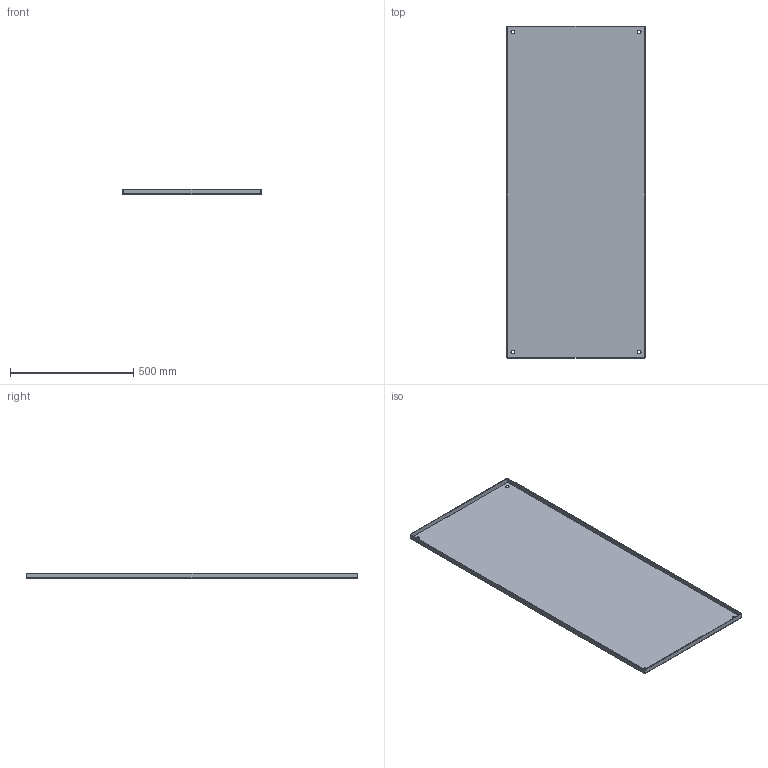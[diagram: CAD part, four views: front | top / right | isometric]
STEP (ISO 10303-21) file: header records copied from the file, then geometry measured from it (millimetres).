
FILE_DESCRIPTION (( 'STEP AP214' ), '1' );
FILE_NAME ('WC1460P2.STEP', '2015-04-08T20:49:57', ( '' ), ( '' ), 'SwSTEP 2.0', 'SolidWorks 2014', '' );
FILE_SCHEMA (( 'AUTOMOTIVE_DESIGN' ));
Length unit declared in the file: inch
Products named in the file (1): WC1460P2
Bounding box: 560.39 x 1346.2 x 21.03 mm (x, y, z)
Volume: 2181427.6 mm3; surface area: 1653120.3 mm2
Topology: 1 solids, 1 shells, 58 faces, 136 edges, 80 vertices
Faces by surface type: plane 30, cylinder 20, bspline 8
Entity records: 2032 total; most frequent: CARTESIAN_POINT 699, ORIENTED_EDGE 272, DIRECTION 246, EDGE_CURVE 136, LINE 96, VECTOR 96, VERTEX_POINT 80, AXIS2_PLACEMENT_3D 75
